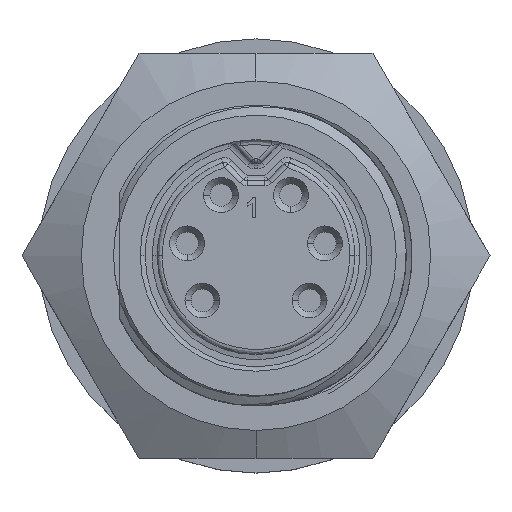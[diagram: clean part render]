
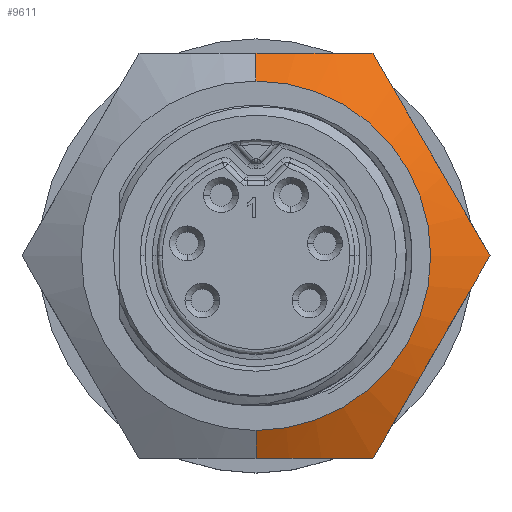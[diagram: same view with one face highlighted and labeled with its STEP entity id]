
A CAD part, top view. The second image highlights one B-rep face of the part: STEP entity #9611.
In plain terms, the highlighted conical face has half-angle 61.689 degrees and reference radius 11.926 mm.
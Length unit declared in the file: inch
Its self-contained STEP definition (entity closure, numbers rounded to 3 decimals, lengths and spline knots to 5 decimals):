
#5372 = VERTEX_POINT ( 'NONE', #19818 ) ;
#5380 = VERTEX_POINT ( 'NONE', #19820 ) ;
#5491 = B_SPLINE_CURVE_WITH_KNOTS ( 'NONE', 3,
 ( #19961, #19965, #19966, #19967, #19968, #19969, #19970, #19971, #19972, #19973, #19974, #19975 ),
 .UNSPECIFIED., .F., .F.,
 ( 4, 2, 2, 2, 2, 4 ),
 ( 0., 0.003, 0.00601, 0.00751, 0.00901, 0.01201 ),
 .UNSPECIFIED. ) ;
#5500 = B_SPLINE_CURVE_WITH_KNOTS ( 'NONE', 3,
 ( #11926, #11927, #11928, #11929, #11930, #11931, #11932, #11933 ),
 .UNSPECIFIED., .F., .F.,
 ( 4, 2, 2, 4 ),
 ( 0.00602, 0.00751, 0.00901, 0.01201 ),
 .UNSPECIFIED. ) ;
#5502 = B_SPLINE_CURVE_WITH_KNOTS ( 'NONE', 3,
 ( #11881, #11888, #11889, #11890, #11891, #11892 ),
 .UNSPECIFIED., .F., .F.,
 ( 4, 2, 4 ),
 ( 0., 0.00301, 0.00602 ),
 .UNSPECIFIED. ) ;
#5511 = B_SPLINE_CURVE_WITH_KNOTS ( 'NONE', 3,
 ( #20292, #20293, #20294, #20295, #20296, #20297, #20298, #20299, #20300, #20301, #20302, #20303 ),
 .UNSPECIFIED., .F., .F.,
 ( 4, 2, 2, 2, 2, 4 ),
 ( 0., 0.003, 0.00601, 0.00751, 0.00901, 0.01201 ),
 .UNSPECIFIED. ) ;
#5533 = EDGE_CURVE ( 'NONE', #11669, #11665, #5567, .T. ) ;
#5566 = EDGE_CURVE ( 'NONE', #11678, #11675, #5491, .T. ) ;
#5567 = CIRCLE ( 'NONE', #16230, 0.35 ) ;
#5658 = EDGE_CURVE ( 'NONE', #11665, #5380, #20072, .T. ) ;
#5718 = EDGE_CURVE ( 'NONE', #5372, #11678, #5511, .T. ) ;
#5753 = CONICAL_SURFACE ( 'NONE', #16981, 0.46952, 1.077 ) ;
#5792 = EDGE_CURVE ( 'NONE', #11669, #11742, #20328, .T. ) ;
#5806 = EDGE_CURVE ( 'NONE', #11675, #5380, #5502, .T. ) ;
#5816 = EDGE_CURVE ( 'NONE', #11742, #5372, #5500, .T. ) ;
#5863 = EDGE_LOOP ( 'NONE', ( #19401, #19399, #19400, #19376, #19395, #19410, #19408 ) ) ;
#9611 = ADVANCED_FACE ( 'NONE', ( #16947 ), #5753, .T. ) ;
#11665 = VERTEX_POINT ( 'NONE', #13613 ) ;
#11669 = VERTEX_POINT ( 'NONE', #13614 ) ;
#11675 = VERTEX_POINT ( 'NONE', #13615 ) ;
#11678 = VERTEX_POINT ( 'NONE', #13616 ) ;
#11742 = VERTEX_POINT ( 'NONE', #13645 ) ;
#11881 = CARTESIAN_POINT ( 'NONE',  ( 0.2344, -0.406, 0.28698 ) ) ;
#11888 = CARTESIAN_POINT ( 'NONE',  ( 0.19597, -0.406, 0.29733 ) ) ;
#11889 = CARTESIAN_POINT ( 'NONE',  ( 0.1573, -0.406, 0.30584 ) ) ;
#11890 = CARTESIAN_POINT ( 'NONE',  ( 0.07923, -0.406, 0.3176 ) ) ;
#11891 = CARTESIAN_POINT ( 'NONE',  ( 0.03983, -0.406, 0.32081 ) ) ;
#11892 = CARTESIAN_POINT ( 'NONE',  ( 0., -0.406, 0.32081 ) ) ;
#11926 = CARTESIAN_POINT ( 'NONE',  ( 0., 0.406, 0.32081 ) ) ;
#11927 = CARTESIAN_POINT ( 'NONE',  ( 0.01986, 0.406, 0.32081 ) ) ;
#11928 = CARTESIAN_POINT ( 'NONE',  ( 0.03978, 0.406, 0.32002 ) ) ;
#11929 = CARTESIAN_POINT ( 'NONE',  ( 0.07924, 0.406, 0.31693 ) ) ;
#11930 = CARTESIAN_POINT ( 'NONE',  ( 0.09886, 0.406, 0.31465 ) ) ;
#11931 = CARTESIAN_POINT ( 'NONE',  ( 0.15742, 0.406, 0.30582 ) ) ;
#11932 = CARTESIAN_POINT ( 'NONE',  ( 0.19605, 0.406, 0.29731 ) ) ;
#11933 = CARTESIAN_POINT ( 'NONE',  ( 0.2344, 0.406, 0.28698 ) ) ;
#13613 = CARTESIAN_POINT ( 'NONE',  ( 0., -0.35, 0.35098 ) ) ;
#13614 = CARTESIAN_POINT ( 'NONE',  ( 0., 0.35, 0.35098 ) ) ;
#13615 = CARTESIAN_POINT ( 'NONE',  ( 0.2344, -0.406, 0.28698 ) ) ;
#13616 = CARTESIAN_POINT ( 'NONE',  ( 0.46881, 0., 0.28698 ) ) ;
#13645 = CARTESIAN_POINT ( 'NONE',  ( 0., 0.406, 0.32081 ) ) ;
#16199 = VECTOR ( 'NONE', #20074, 39.37008 ) ;
#16230 = AXIS2_PLACEMENT_3D ( 'NONE', #19876, #19877, #19878 ) ;
#16361 = VECTOR ( 'NONE', #20330, 39.37008 ) ;
#16947 = FACE_OUTER_BOUND ( 'NONE', #5863, .T. ) ;
#16981 = AXIS2_PLACEMENT_3D ( 'NONE', #17351, #17352, #17354 ) ;
#17351 = CARTESIAN_POINT ( 'NONE',  ( 0., 0., 0.28659 ) ) ;
#17352 = DIRECTION ( 'NONE',  ( 0., 0., -1. ) ) ;
#17354 = DIRECTION ( 'NONE',  ( 0., 1., 0. ) ) ;
#19376 = ORIENTED_EDGE ( 'NONE', *, *, #5566, .F. ) ;
#19395 = ORIENTED_EDGE ( 'NONE', *, *, #5718, .F. ) ;
#19399 = ORIENTED_EDGE ( 'NONE', *, *, #5658, .T. ) ;
#19400 = ORIENTED_EDGE ( 'NONE', *, *, #5806, .F. ) ;
#19401 = ORIENTED_EDGE ( 'NONE', *, *, #5533, .T. ) ;
#19408 = ORIENTED_EDGE ( 'NONE', *, *, #5792, .F. ) ;
#19410 = ORIENTED_EDGE ( 'NONE', *, *, #5816, .F. ) ;
#19818 = CARTESIAN_POINT ( 'NONE',  ( 0.2344, 0.406, 0.28698 ) ) ;
#19820 = CARTESIAN_POINT ( 'NONE',  ( 0., -0.406, 0.32081 ) ) ;
#19876 = CARTESIAN_POINT ( 'NONE',  ( 0., 0., 0.35098 ) ) ;
#19877 = DIRECTION ( 'NONE',  ( 0., 0., -1. ) ) ;
#19878 = DIRECTION ( 'NONE',  ( 0., 1., 0. ) ) ;
#19961 = CARTESIAN_POINT ( 'NONE',  ( 0.46881, 0., 0.28698 ) ) ;
#19965 = CARTESIAN_POINT ( 'NONE',  ( 0.44962, -0.03323, 0.29731 ) ) ;
#19966 = CARTESIAN_POINT ( 'NONE',  ( 0.43031, -0.06668, 0.30582 ) ) ;
#19967 = CARTESIAN_POINT ( 'NONE',  ( 0.39133, -0.13419, 0.31758 ) ) ;
#19968 = CARTESIAN_POINT ( 'NONE',  ( 0.37166, -0.16826, 0.32079 ) ) ;
#19969 = CARTESIAN_POINT ( 'NONE',  ( 0.34184, -0.21992, 0.32082 ) ) ;
#19970 = CARTESIAN_POINT ( 'NONE',  ( 0.33186, -0.2372, 0.32003 ) ) ;
#19971 = CARTESIAN_POINT ( 'NONE',  ( 0.3121, -0.27143, 0.31696 ) ) ;
#19972 = CARTESIAN_POINT ( 'NONE',  ( 0.30228, -0.28844, 0.31467 ) ) ;
#19973 = CARTESIAN_POINT ( 'NONE',  ( 0.27295, -0.33923, 0.30584 ) ) ;
#19974 = CARTESIAN_POINT ( 'NONE',  ( 0.25361, -0.37274, 0.29732 ) ) ;
#19975 = CARTESIAN_POINT ( 'NONE',  ( 0.2344, -0.406, 0.28698 ) ) ;
#20072 = LINE ( 'NONE', #20073, #16199 ) ;
#20073 = CARTESIAN_POINT ( 'NONE',  ( 0., -0.46952, 0.28659 ) ) ;
#20074 = DIRECTION ( 'NONE',  ( 0., -0.88, -0.474 ) ) ;
#20292 = CARTESIAN_POINT ( 'NONE',  ( 0.2344, 0.406, 0.28698 ) ) ;
#20293 = CARTESIAN_POINT ( 'NONE',  ( 0.25359, 0.37277, 0.29731 ) ) ;
#20294 = CARTESIAN_POINT ( 'NONE',  ( 0.2729, 0.33932, 0.30582 ) ) ;
#20295 = CARTESIAN_POINT ( 'NONE',  ( 0.31188, 0.27181, 0.31758 ) ) ;
#20296 = CARTESIAN_POINT ( 'NONE',  ( 0.33155, 0.23774, 0.32079 ) ) ;
#20297 = CARTESIAN_POINT ( 'NONE',  ( 0.36138, 0.18608, 0.32082 ) ) ;
#20298 = CARTESIAN_POINT ( 'NONE',  ( 0.37135, 0.1688, 0.32003 ) ) ;
#20299 = CARTESIAN_POINT ( 'NONE',  ( 0.39111, 0.13457, 0.31696 ) ) ;
#20300 = CARTESIAN_POINT ( 'NONE',  ( 0.40094, 0.11756, 0.31467 ) ) ;
#20301 = CARTESIAN_POINT ( 'NONE',  ( 0.43026, 0.06677, 0.30584 ) ) ;
#20302 = CARTESIAN_POINT ( 'NONE',  ( 0.4496, 0.03326, 0.29732 ) ) ;
#20303 = CARTESIAN_POINT ( 'NONE',  ( 0.46881, 0., 0.28698 ) ) ;
#20328 = LINE ( 'NONE', #20329, #16361 ) ;
#20329 = CARTESIAN_POINT ( 'NONE',  ( 0., 0.46952, 0.28659 ) ) ;
#20330 = DIRECTION ( 'NONE',  ( 0., 0.88, -0.474 ) ) ;
